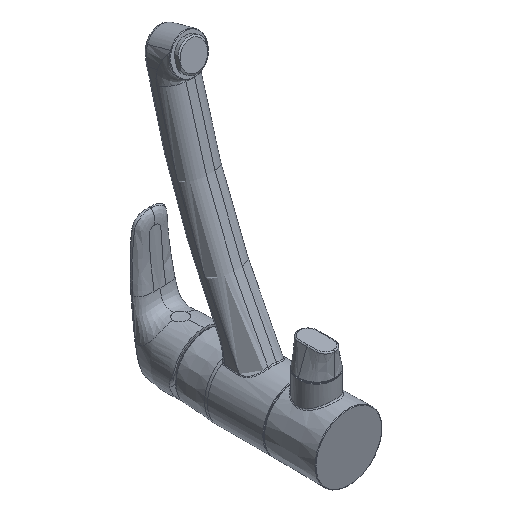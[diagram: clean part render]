
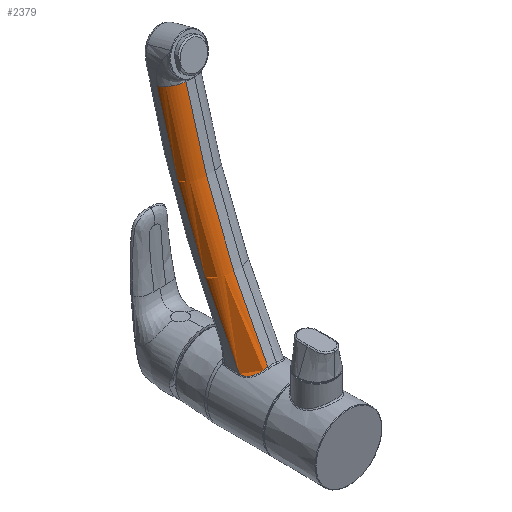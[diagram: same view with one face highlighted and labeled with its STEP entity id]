
A CAD part, isometric view. The second image highlights one B-rep face of the part: STEP entity #2379.
In plain terms, the highlighted toroidal (fillet/blend) face has major radius 627.234 mm and minor radius 12 mm.
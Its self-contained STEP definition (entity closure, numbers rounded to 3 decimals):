
#28 = CARTESIAN_POINT ( 'NONE',  ( -15.215, 139.585, 190.194 ) ) ;
#81 = CARTESIAN_POINT ( 'NONE',  ( -11.872, 131.268, 192.162 ) ) ;
#89 = CARTESIAN_POINT ( 'NONE',  ( -8.584, 62.489, 25.527 ) ) ;
#376 = CARTESIAN_POINT ( 'NONE',  ( -15.215, 73.116, 22.216 ) ) ;
#942 = CARTESIAN_POINT ( 'NONE',  ( -14.665, 68.968, 22.485 ) ) ;
#947 = CARTESIAN_POINT ( 'NONE',  ( -3.42, 61.754, 26.784 ) ) ;
#996 = CARTESIAN_POINT ( 'NONE',  ( -12.018, 64.596, 24.024 ) ) ;
#1185 = CARTESIAN_POINT ( 'NONE',  ( -15.223, 138.824, 190.374 ) ) ;
#1230 = CARTESIAN_POINT ( 'NONE',  ( -8.009, 128.675, 192.775 ) ) ;
#1238 = CARTESIAN_POINT ( 'NONE',  ( -8.246, 62.37, 25.644 ) ) ;
#1356 = CARTESIAN_POINT ( 'NONE',  ( -3.215, -470.921, 334.634 ) ) ;
#1899 = DIRECTION ( 'NONE',  ( 1., 0., 0. ) ) ;
#2170 = CARTESIAN_POINT ( 'NONE',  ( -14.516, 68.516, 22.576 ) ) ;
#2218 = CARTESIAN_POINT ( 'NONE',  ( -11.972, 64.553, 24.048 ) ) ;
#2274 = FACE_OUTER_BOUND ( 'NONE', #5575, .T. ) ;
#2295 = TOROIDAL_SURFACE ( 'NONE', #2524, 627.234, 12. ) ;
#2379 = ADVANCED_FACE ( 'NONE', ( #2274 ), #2295, .T. ) ;
#2477 = CARTESIAN_POINT ( 'NONE',  ( -4.202, 127.799, 192.982 ) ) ;
#2488 = CARTESIAN_POINT ( 'NONE',  ( -8.106, 62.324, 25.691 ) ) ;
#2524 = AXIS2_PLACEMENT_3D ( 'NONE', #1356, #8399, #6432 ) ;
#2737 = CARTESIAN_POINT ( 'NONE',  ( -15.215, 132.629, 160.792 ) ) ;
#2805 = CARTESIAN_POINT ( 'NONE',  ( -8.061, 62.309, 25.706 ) ) ;
#3394 = CARTESIAN_POINT ( 'NONE',  ( -14.198, 67.647, 22.773 ) ) ;
#3452 = CARTESIAN_POINT ( 'NONE',  ( -11.957, 64.539, 24.056 ) ) ;
#3631 = EDGE_CURVE ( 'NONE', #12298, #12949, #9042, .T. ) ;
#3688 = CARTESIAN_POINT ( 'NONE',  ( -8.073, 62.313, 25.702 ) ) ;
#3837 = CARTESIAN_POINT ( 'NONE',  ( -3.42, 127.786, 192.986 ) ) ;
#4001 = CARTESIAN_POINT ( 'NONE',  ( -6.927, 61.986, 26.068 ) ) ;
#4568 = CARTESIAN_POINT ( 'NONE',  ( -13.25, 66.011, 23.346 ) ) ;
#4616 = CARTESIAN_POINT ( 'NONE',  ( -10.962, 63.701, 24.559 ) ) ;
#5168 = CARTESIAN_POINT ( 'NONE',  ( -4.466, 61.693, 26.642 ) ) ;
#5575 = EDGE_LOOP ( 'NONE', ( #8120, #8136, #8277, #8291 ) ) ;
#5732 = CARTESIAN_POINT ( 'NONE',  ( -12.647, 65.249, 23.687 ) ) ;
#5772 = VERTEX_POINT ( 'NONE', #12110 ) ;
#5787 = CARTESIAN_POINT ( 'NONE',  ( -9.646, 62.941, 25.127 ) ) ;
#5973 = CARTESIAN_POINT ( 'NONE',  ( -15.086, 137.301, 190.734 ) ) ;
#6062 = AXIS2_PLACEMENT_3D ( 'NONE', #8911, #1899, #10064 ) ;
#6270 = CARTESIAN_POINT ( 'NONE',  ( -15.215, 123.546, 131.894 ) ) ;
#6432 = DIRECTION ( 'NONE',  ( 0., 1., 0. ) ) ;
#6843 = CARTESIAN_POINT ( 'NONE',  ( -14.97, 70.203, 22.303 ) ) ;
#6901 = CARTESIAN_POINT ( 'NONE',  ( -12.311, 64.886, 23.869 ) ) ;
#7136 = CARTESIAN_POINT ( 'NONE',  ( -13.343, 133.06, 191.738 ) ) ;
#7146 = CARTESIAN_POINT ( 'NONE',  ( -8.887, 62.605, 25.418 ) ) ;
#7448 = CARTESIAN_POINT ( 'NONE',  ( -15.215, 88.162, 48.417 ) ) ;
#7850 = B_SPLINE_CURVE_WITH_KNOTS ( 'NONE', 3,
 ( #13418, #9111, #13470, #6843, #14514, #8013, #942, #9155, #2170, #10311, #3394, #11425, #4568, #12471, #5732, #13515, #6901, #14554, #8057, #996, #9209, #2218, #10360, #3452, #11471, #4616, #12519, #5787, #13560, #7146, #89, #8294, #1238, #9458, #2488, #10601, #3688, #11690, #2805, #10898, #4001, #11956, #5168, #13004 ),
 .UNSPECIFIED., .F., .F.,
 ( 4, 2, 2, 1, 2, 2, 2, 2, 2, 1, 1, 1, 1, 2, 2, 2, 2, 2, 1, 1, 1, 1, 1, 2, 2, 2, 4 ),
 ( 0., 0.125, 0.187, 0.219, 0.234, 0.25, 0.375, 0.437, 0.469, 0.484, 0.492, 0.496, 0.498, 0.499, 0.5, 0.625, 0.687, 0.719, 0.734, 0.742, 0.746, 0.748, 0.749, 0.75, 0.75, 0.875, 1. ),
 .UNSPECIFIED. ) ;
#8013 = CARTESIAN_POINT ( 'NONE',  ( -14.744, 69.247, 22.437 ) ) ;
#8057 = CARTESIAN_POINT ( 'NONE',  ( -12.081, 64.657, 23.991 ) ) ;
#8120 = ORIENTED_EDGE ( 'NONE', *, *, #9638, .T. ) ;
#8136 = ORIENTED_EDGE ( 'NONE', *, *, #14184, .T. ) ;
#8277 = ORIENTED_EDGE ( 'NONE', *, *, #3631, .T. ) ;
#8284 = CARTESIAN_POINT ( 'NONE',  ( -10.071, 129.787, 192.512 ) ) ;
#8291 = ORIENTED_EDGE ( 'NONE', *, *, #14378, .F. ) ;
#8294 = CARTESIAN_POINT ( 'NONE',  ( -8.431, 62.433, 25.581 ) ) ;
#8399 = DIRECTION ( 'NONE',  ( 1., 0., 0. ) ) ;
#8437 = VERTEX_POINT ( 'NONE', #10856 ) ;
#8911 = CARTESIAN_POINT ( 'NONE',  ( -3.42, -470.921, 334.634 ) ) ;
#9042 = CIRCLE ( 'NONE', #6062, 615.236 ) ;
#9111 = CARTESIAN_POINT ( 'NONE',  ( -15.222, 72.244, 22.18 ) ) ;
#9155 = CARTESIAN_POINT ( 'NONE',  ( -14.577, 68.696, 22.539 ) ) ;
#9209 = CARTESIAN_POINT ( 'NONE',  ( -11.986, 64.566, 24.041 ) ) ;
#9448 = CARTESIAN_POINT ( 'NONE',  ( -5.764, 127.974, 192.941 ) ) ;
#9458 = CARTESIAN_POINT ( 'NONE',  ( -8.153, 62.339, 25.675 ) ) ;
#9638 = EDGE_CURVE ( 'NONE', #8437, #5772, #11016, .T. ) ;
#10064 = DIRECTION ( 'NONE',  ( 0., -1., 0. ) ) ;
#10311 = CARTESIAN_POINT ( 'NONE',  ( -14.484, 68.425, 22.596 ) ) ;
#10360 = CARTESIAN_POINT ( 'NONE',  ( -11.962, 64.544, 24.053 ) ) ;
#10592 = CARTESIAN_POINT ( 'NONE',  ( -3.42, 127.786, 192.986 ) ) ;
#10601 = CARTESIAN_POINT ( 'NONE',  ( -8.083, 62.316, 25.699 ) ) ;
#10856 = CARTESIAN_POINT ( 'NONE',  ( -15.215, 139.585, 190.194 ) ) ;
#10898 = CARTESIAN_POINT ( 'NONE',  ( -7.558, 62.149, 25.873 ) ) ;
#11016 = B_SPLINE_CURVE_WITH_KNOTS ( 'NONE', 3,
 ( #12898, #2737, #6270, #14000, #7448, #376 ),
 .UNSPECIFIED., .F., .F.,
 ( 4, 2, 4 ),
 ( 0., 0.5, 1. ),
 .UNSPECIFIED. ) ;
#11425 = CARTESIAN_POINT ( 'NONE',  ( -13.87, 66.972, 22.979 ) ) ;
#11471 = CARTESIAN_POINT ( 'NONE',  ( -11.502, 64.118, 24.291 ) ) ;
#11690 = CARTESIAN_POINT ( 'NONE',  ( -8.066, 62.311, 25.705 ) ) ;
#11951 = B_SPLINE_CURVE_WITH_KNOTS ( 'NONE', 3,
 ( #28, #1185, #5973, #13729, #7136, #81, #8284, #1230, #9448, #2477, #10592 ),
 .UNSPECIFIED., .F., .F.,
 ( 4, 1, 1, 1, 1, 1, 1, 1, 4 ),
 ( 0., 0.125, 0.25, 0.375, 0.5, 0.625, 0.75, 0.875, 1. ),
 .UNSPECIFIED. ) ;
#11956 = CARTESIAN_POINT ( 'NONE',  ( -5.382, 61.757, 26.453 ) ) ;
#12110 = CARTESIAN_POINT ( 'NONE',  ( -15.215, 73.116, 22.216 ) ) ;
#12298 = VERTEX_POINT ( 'NONE', #947 ) ;
#12471 = CARTESIAN_POINT ( 'NONE',  ( -13.022, 65.699, 23.478 ) ) ;
#12519 = CARTESIAN_POINT ( 'NONE',  ( -9.995, 63.125, 24.982 ) ) ;
#12898 = CARTESIAN_POINT ( 'NONE',  ( -15.215, 139.585, 190.194 ) ) ;
#12949 = VERTEX_POINT ( 'NONE', #3837 ) ;
#13004 = CARTESIAN_POINT ( 'NONE',  ( -3.42, 61.754, 26.784 ) ) ;
#13418 = CARTESIAN_POINT ( 'NONE',  ( -15.215, 73.116, 22.216 ) ) ;
#13470 = CARTESIAN_POINT ( 'NONE',  ( -15.162, 71.402, 22.199 ) ) ;
#13515 = CARTESIAN_POINT ( 'NONE',  ( -12.516, 65.102, 23.759 ) ) ;
#13560 = CARTESIAN_POINT ( 'NONE',  ( -9.082, 62.687, 25.345 ) ) ;
#13729 = CARTESIAN_POINT ( 'NONE',  ( -14.428, 135.097, 191.256 ) ) ;
#14000 = CARTESIAN_POINT ( 'NONE',  ( -15.215, 101.312, 75.706 ) ) ;
#14184 = EDGE_CURVE ( 'NONE', #5772, #12298, #7850, .T. ) ;
#14378 = EDGE_CURVE ( 'NONE', #8437, #12949, #11951, .T. ) ;
#14514 = CARTESIAN_POINT ( 'NONE',  ( -14.889, 69.813, 22.349 ) ) ;
#14554 = CARTESIAN_POINT ( 'NONE',  ( -12.207, 64.779, 23.925 ) ) ;
